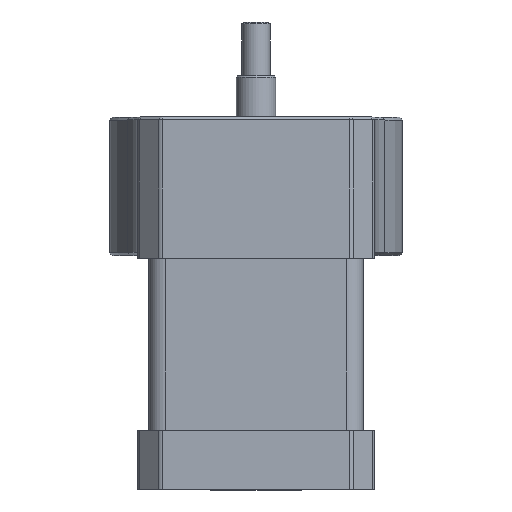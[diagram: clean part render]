
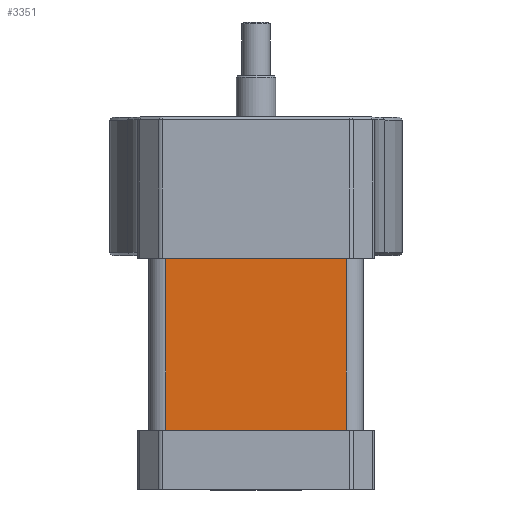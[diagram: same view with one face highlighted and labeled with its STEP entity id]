
A CAD part, top view. The second image highlights one B-rep face of the part: STEP entity #3351.
In plain terms, the highlighted planar face has unit normal (0, 0, 1).
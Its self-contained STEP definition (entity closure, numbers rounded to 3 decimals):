
#55 = PLANE ( 'NONE',  #1223 ) ;
#138 = EDGE_LOOP ( 'NONE', ( #3379, #2976, #797, #893 ) ) ;
#249 = VERTEX_POINT ( 'NONE', #3373 ) ;
#475 = DIRECTION ( 'NONE',  ( 1., 0., 0. ) ) ;
#654 = CARTESIAN_POINT ( 'NONE',  ( 2.848, -9.524, 81.75 ) ) ;
#693 = VERTEX_POINT ( 'NONE', #2162 ) ;
#715 = LINE ( 'NONE', #3926, #2057 ) ;
#797 = ORIENTED_EDGE ( 'NONE', *, *, #930, .T. ) ;
#893 = ORIENTED_EDGE ( 'NONE', *, *, #2346, .T. ) ;
#930 = EDGE_CURVE ( 'NONE', #3904, #249, #5052, .T. ) ;
#1048 = DIRECTION ( 'NONE',  ( 0., 1., 0. ) ) ;
#1223 = AXIS2_PLACEMENT_3D ( 'NONE', #5118, #1927, #475 ) ;
#1627 = DIRECTION ( 'NONE',  ( 0., 1., 0. ) ) ;
#1666 = DIRECTION ( 'NONE',  ( -1., 0., 0. ) ) ;
#1927 = DIRECTION ( 'NONE',  ( 0., 0., 1. ) ) ;
#1945 = VECTOR ( 'NONE', #1627, 1000. ) ;
#1995 = VECTOR ( 'NONE', #4584, 1000. ) ;
#2057 = VECTOR ( 'NONE', #1048, 1000. ) ;
#2162 = CARTESIAN_POINT ( 'NONE',  ( 18.848, -9.524, 81.75 ) ) ;
#2183 = CARTESIAN_POINT ( 'NONE',  ( -13.152, -40.024, 81.75 ) ) ;
#2346 = EDGE_CURVE ( 'NONE', #249, #693, #5202, .T. ) ;
#2595 = CARTESIAN_POINT ( 'NONE',  ( -13.152, -9.524, 81.75 ) ) ;
#2771 = CARTESIAN_POINT ( 'NONE',  ( -16.152, -40.024, 81.75 ) ) ;
#2976 = ORIENTED_EDGE ( 'NONE', *, *, #4518, .F. ) ;
#3194 = EDGE_CURVE ( 'NONE', #693, #4968, #4738, .T. ) ;
#3334 = FACE_OUTER_BOUND ( 'NONE', #138, .T. ) ;
#3351 = ADVANCED_FACE ( 'NONE', ( #3334 ), #55, .T. ) ;
#3373 = CARTESIAN_POINT ( 'NONE',  ( 18.848, -40.024, 81.75 ) ) ;
#3379 = ORIENTED_EDGE ( 'NONE', *, *, #3194, .T. ) ;
#3889 = CARTESIAN_POINT ( 'NONE',  ( 18.848, -117.376, 81.75 ) ) ;
#3904 = VERTEX_POINT ( 'NONE', #2183 ) ;
#3926 = CARTESIAN_POINT ( 'NONE',  ( -13.152, -117.376, 81.75 ) ) ;
#4518 = EDGE_CURVE ( 'NONE', #3904, #4968, #715, .T. ) ;
#4584 = DIRECTION ( 'NONE',  ( 1., 0., 0. ) ) ;
#4738 = LINE ( 'NONE', #654, #5575 ) ;
#4968 = VERTEX_POINT ( 'NONE', #2595 ) ;
#5052 = LINE ( 'NONE', #2771, #1995 ) ;
#5118 = CARTESIAN_POINT ( 'NONE',  ( -16.152, -117.376, 81.75 ) ) ;
#5202 = LINE ( 'NONE', #3889, #1945 ) ;
#5575 = VECTOR ( 'NONE', #1666, 1000. ) ;
